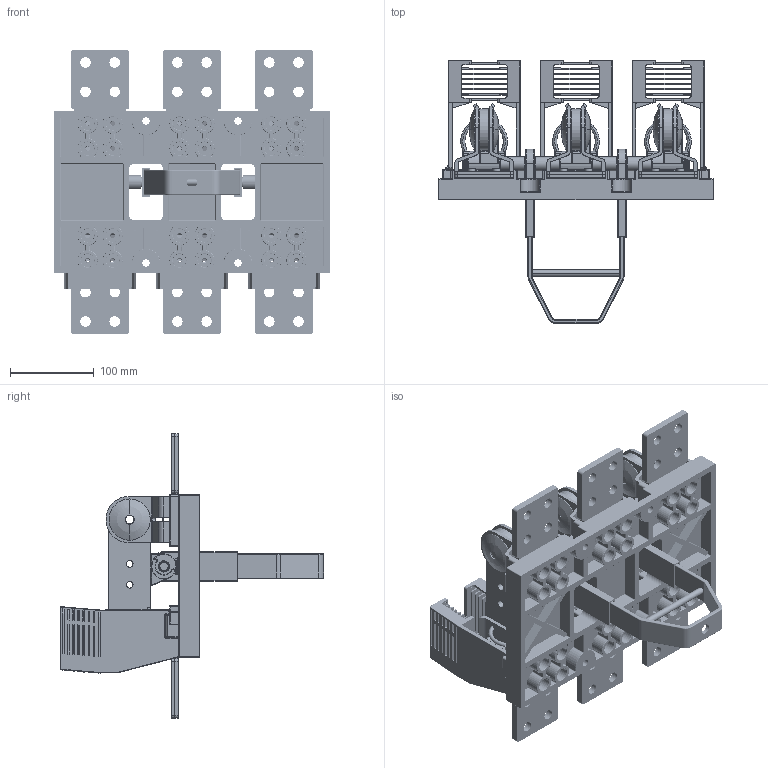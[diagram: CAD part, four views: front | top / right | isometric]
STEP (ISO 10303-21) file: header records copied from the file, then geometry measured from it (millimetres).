
FILE_DESCRIPTION((''),'2;1');
FILE_NAME('ASM0001_ASM','2024-08-28T',('Administrator'),(''),'PRO/ENGINEER BY PARAMETRIC TECHNOLOGY CORPORATION, 2009440','PRO/ENGINEER BY PARAMETRIC TECHNOLOGY CORPORATION, 2009440','');
FILE_SCHEMA(('CONFIG_CONTROL_DESIGN'));
Products named in the file (16): DIBAN; HOUCHUTOU; QIANCHUTOU; CHUTOU; KAHUANG; JUEYUANJIAN; ZHOU10; JUANYUANTAO; LAGAN; PANXINGTANHANG; ZHUTAO; YAPAN; GEHUBAN; MIEHUPIAN; MIEHUSHI_ASM; ASM0001_ASM
Assembly tree (51 placements, depth 3):
  ASM0001_ASM
    DIBAN
    HOUCHUTOU  x3
    QIANCHUTOU  x3
    CHUTOU  x3
    KAHUANG  x6
    JUEYUANJIAN  x3
    ZHOU10
    JUANYUANTAO  x2
    LAGAN
    PANXINGTANHANG  x6
    ZHUTAO  x4
    YAPAN  x6
    MIEHUSHI_ASM  x3
      GEHUBAN
      MIEHUPIAN
Bounding box: 330 x 314.8 x 340 mm (x, y, z)
Volume: 2605812.1 mm3; surface area: 1287846.4 mm2
Topology: 69 solids, 69 shells, 4786 faces, 12585 edges, 7925 vertices
Faces by surface type: plane 2252, cylinder 1707, torus 609, sphere 126, cone 52, bspline 36, extrusion 4
Entity records: 76393 total; most frequent: CARTESIAN_POINT 14519, DIRECTION 13731, ORIENTED_EDGE 12458, EDGE_CURVE 6229, AXIS2_PLACEMENT_3D 5151, VERTEX_POINT 3823, VECTOR 3429, LINE 3425
